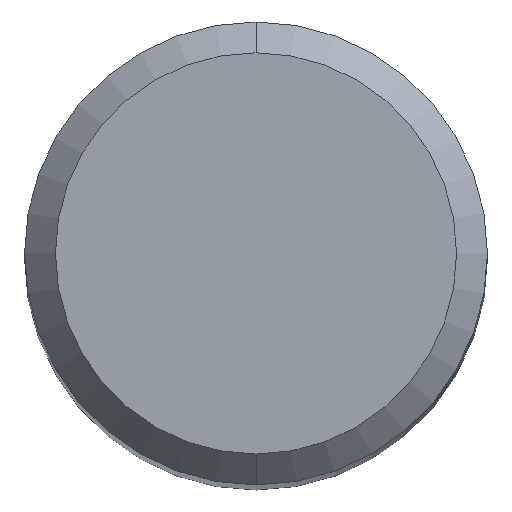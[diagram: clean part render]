
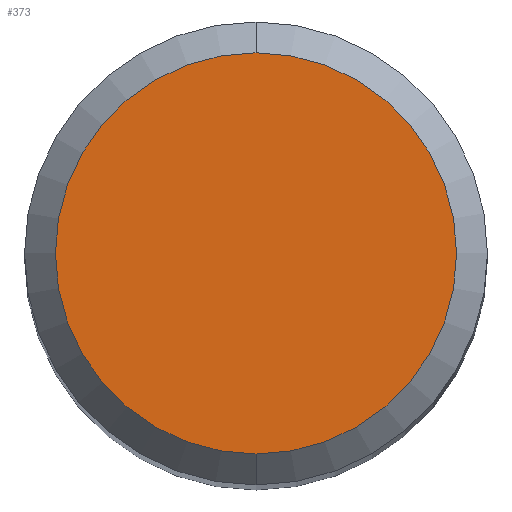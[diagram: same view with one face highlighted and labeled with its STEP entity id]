
A CAD part, top view. The second image highlights one B-rep face of the part: STEP entity #373.
In plain terms, the highlighted planar face has unit normal (0, 0, 1).
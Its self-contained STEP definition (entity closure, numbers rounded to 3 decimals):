
#183=VERTEX_POINT('',#484);
#227=EDGE_CURVE('',#233,#183,#533,.T.);
#233=VERTEX_POINT('',#541);
#253=EDGE_CURVE('',#183,#233,#562,.T.);
#373=ADVANCED_FACE('',(#694),#695,.T.);
#484=CARTESIAN_POINT('',(0.,-2.6,0.0));
#533=CIRCLE('',#938,2.6);
#541=CARTESIAN_POINT('',(0.0,2.6,0.0));
#562=CIRCLE('',#985,2.6);
#694=FACE_OUTER_BOUND('',#1259,.T.);
#695=PLANE('',#1260);
#938=AXIS2_PLACEMENT_3D('',#1482,#1483,#1484);
#985=AXIS2_PLACEMENT_3D('',#1523,#1524,#1525);
#1259=EDGE_LOOP('',(#1676,#1677));
#1260=AXIS2_PLACEMENT_3D('',#1678,#1679,#1680);
#1482=CARTESIAN_POINT('',(0.0,0.0,0.0));
#1483=DIRECTION('',(0.0,0.0,-1.0));
#1484=DIRECTION('',(0.0,1.0,0.0));
#1523=CARTESIAN_POINT('',(0.0,0.0,0.0));
#1524=DIRECTION('',(0.0,0.0,-1.0));
#1525=DIRECTION('',(0.0,1.0,0.0));
#1676=ORIENTED_EDGE('',*,*,#227,.F.);
#1677=ORIENTED_EDGE('',*,*,#253,.F.);
#1678=CARTESIAN_POINT('',(0.0,1.3,0.0));
#1679=DIRECTION('',(-0.0,0.0,1.0));
#1680=DIRECTION('',(0.0,-1.0,0.0));
